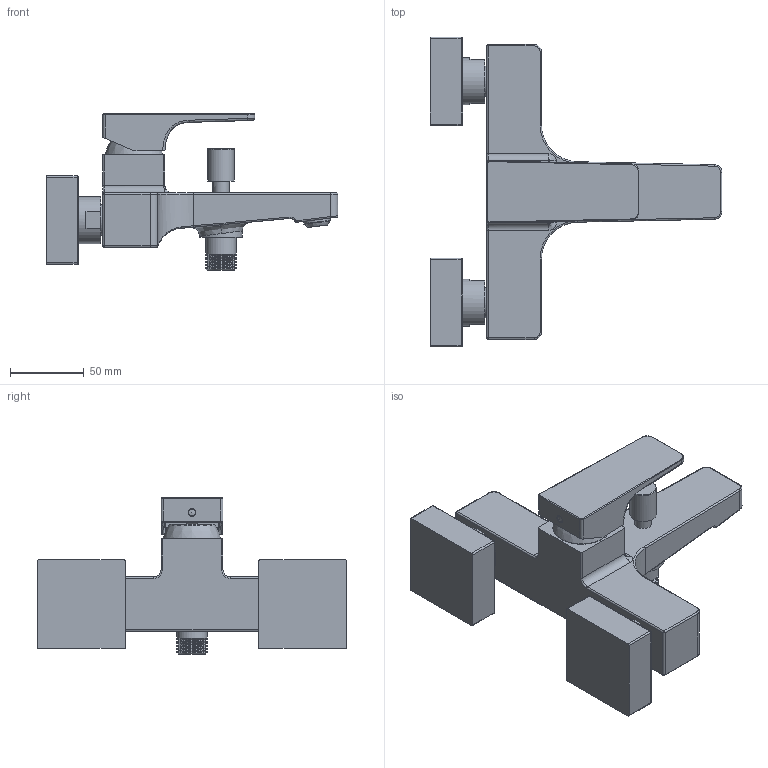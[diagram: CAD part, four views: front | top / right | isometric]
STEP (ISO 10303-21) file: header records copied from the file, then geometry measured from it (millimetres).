
FILE_DESCRIPTION(/* description */ (''),/* implementation_level */ '2;1');
FILE_NAME(/* name */ '3D_TVT125001000_ArchitecturaSquare.step',/* time_stamp */ '2023-01-11T12:02:50+01:00',/* author */ (''),/* organization */ (''),/* preprocessor_version */ 'ST-DEVELOPER v19.2',/* originating_system */ 'Autodesk Translation Framework v11.17.0.187',/* authorisation */ '');
FILE_SCHEMA (('AUTOMOTIVE_DESIGN { 1 0 10303 214 3 1 1 }'));
Length unit declared in the file: millimetre
Products named in the file (19): (Nicht gespeichert); 80M24123NP5; 8JTSWQ79G; 8NMSWQ79; 8ZB338236; J51311G; 80D23363; 8ZG16363; 80P35VEK2; 80N16494; Komponente10; Komponente11; Komponente12; Komponente13; Komponente14; Komponente15; Komponente16; Komponente17; Komponente18
Assembly tree (21 placements, depth 2):
  (Nicht gespeichert)
    80M24123NP5
    8JTSWQ79G  x2
    8NMSWQ79  x2
    8ZB338236  x2
    J51311G
    80D23363
    8ZG16363
    80P35VEK2
    80N16494
    Komponente10
    Komponente11
    Komponente12
    Komponente13
    Komponente14
    Komponente15
    Komponente16
    Komponente17
    Komponente18
Bounding box: 197.76 x 210 x 106.1 mm (x, y, z)
Volume: 643646.4 mm3; surface area: 122347.1 mm2
Topology: 14 solids, 23 shells, 535 faces, 1260 edges, 793 vertices
Faces by surface type: plane 226, cylinder 164, cone 54, torus 38, bspline 34, sphere 19
Full cylindrical faces by diameter (mm): 0.5 x1, 1.5 x1, 2 x1, 2.8 x1, 3 x1, 3.5 x1, 4 x2, 4.7 x1, 4.75 x1, 5.1 x2, 5.2 x1, 6.5 x1, 7 x2, 7.2 x1, 8 x1, 8.4 x1, 9 x2, 9.3 x1, 9.65 x1, 10.2 x1, 11 x1, 11.1 x1, 11.5 x1, 12.1 x2, 12.4 x1, 12.5 x1, 13.2 x1, 13.3 x1, 13.6 x1, 13.7 x1
Entity records: 18198 total; most frequent: CARTESIAN_POINT 6292, DIRECTION 2582, ORIENTED_EDGE 2247, EDGE_CURVE 1131, AXIS2_PLACEMENT_3D 1016, VERTEX_POINT 713, LINE 550, VECTOR 550
